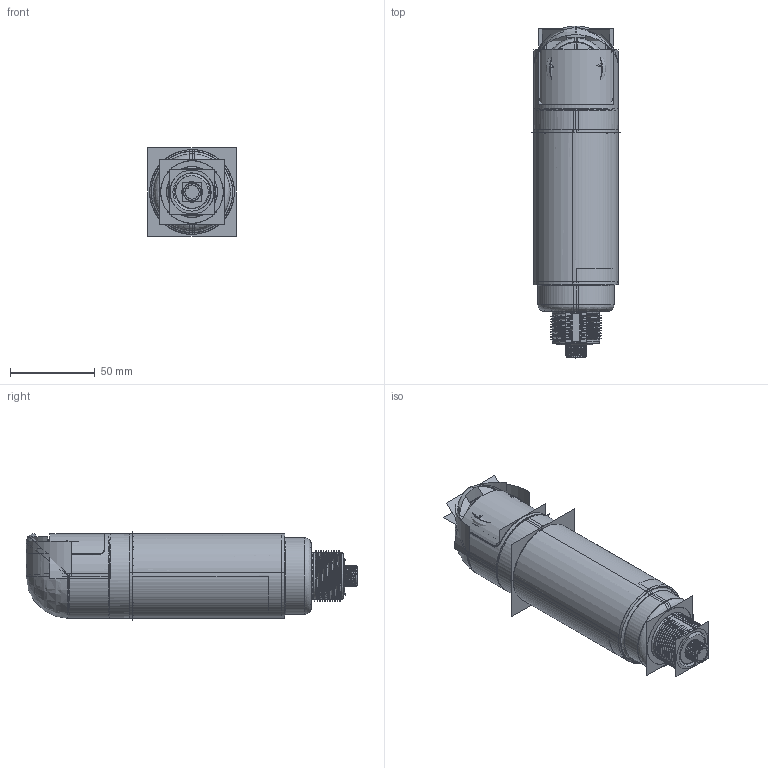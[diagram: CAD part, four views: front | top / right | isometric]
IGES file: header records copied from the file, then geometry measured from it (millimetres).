
Start section:  PTC IGES file: 154245_sm01.igs
Global section: file name: 154245_sm01.igs; native system: Creo Parametric by PTC Inc.; preprocessor: 2019292; author: PDMAdmin; organization: Unknown; date: 20220629.105204; units: millimetre
Bounding box: 52 x 195.68 x 52 mm (x, y, z)
Volume: 312552.6 mm3; surface area: 176218.2 mm2
Topology: 2 solids, 2 shells, 712 faces, 3686 edges, 4646 vertices
Faces by surface type: revolution 366, bspline 296, extrusion 50
